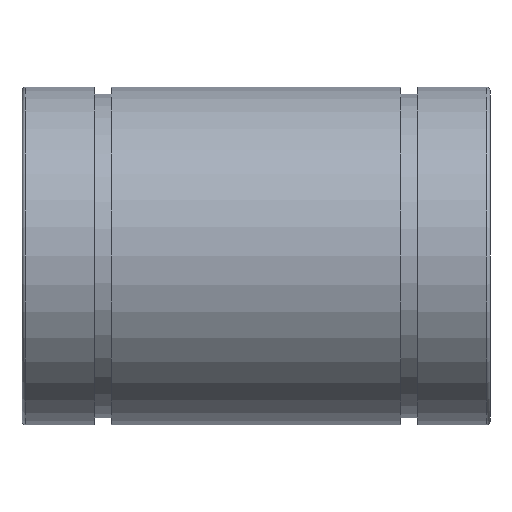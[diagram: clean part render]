
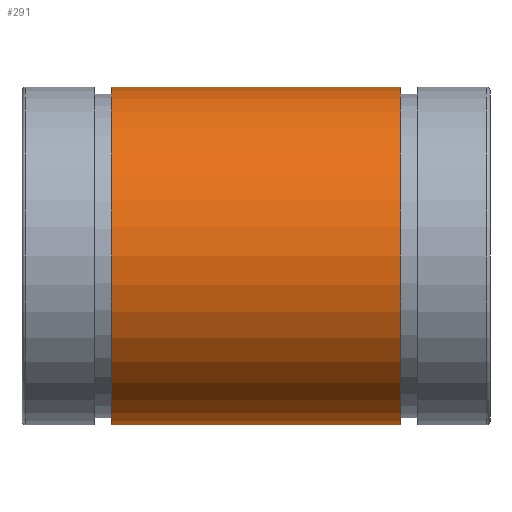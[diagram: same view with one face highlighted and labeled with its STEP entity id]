
A CAD part, front view. The second image highlights one B-rep face of the part: STEP entity #291.
In plain terms, the highlighted cylindrical face has radius 13 mm (diameter 26 mm), a partial arc.
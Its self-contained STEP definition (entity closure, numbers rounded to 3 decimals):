
#17=CYLINDRICAL_SURFACE('',#334,13.);
#29=CIRCLE('',#333,13.);
#30=CIRCLE('',#335,13.);
#45=FACE_OUTER_BOUND('',#61,.T.);
#61=EDGE_LOOP('',(#243,#244,#245,#246));
#76=LINE('',#475,#100);
#85=LINE('',#505,#109);
#100=VECTOR('',#360,10.);
#109=VECTOR('',#371,10.);
#130=VERTEX_POINT('',#472);
#131=VERTEX_POINT('',#474);
#140=VERTEX_POINT('',#502);
#141=VERTEX_POINT('',#504);
#158=EDGE_CURVE('',#131,#130,#76,.T.);
#168=EDGE_CURVE('',#141,#140,#85,.T.);
#183=EDGE_CURVE('',#140,#131,#29,.T.);
#184=EDGE_CURVE('',#141,#130,#30,.T.);
#243=ORIENTED_EDGE('',*,*,#158,.T.);
#244=ORIENTED_EDGE('',*,*,#184,.F.);
#245=ORIENTED_EDGE('',*,*,#168,.T.);
#246=ORIENTED_EDGE('',*,*,#183,.T.);
#291=ADVANCED_FACE('',(#45),#17,.T.);
#333=AXIS2_PLACEMENT_3D('',#542,#403,#404);
#334=AXIS2_PLACEMENT_3D('',#543,#405,#406);
#335=AXIS2_PLACEMENT_3D('',#544,#407,#408);
#360=DIRECTION('',(1.,0.,0.));
#371=DIRECTION('',(-1.,0.,0.));
#403=DIRECTION('center_axis',(1.,0.,0.));
#404=DIRECTION('ref_axis',(0.,1.,0.));
#405=DIRECTION('center_axis',(1.,0.,0.));
#406=DIRECTION('ref_axis',(0.,-1.,0.));
#407=DIRECTION('center_axis',(1.,0.,0.));
#408=DIRECTION('ref_axis',(0.,1.,0.));
#472=CARTESIAN_POINT('',(11.15,10.76,-7.296));
#474=CARTESIAN_POINT('',(-11.15,10.76,-7.296));
#475=CARTESIAN_POINT('',(0.,10.76,-7.296));
#502=CARTESIAN_POINT('',(-11.15,10.76,7.296));
#504=CARTESIAN_POINT('',(11.15,10.76,7.296));
#505=CARTESIAN_POINT('',(0.,10.76,7.296));
#542=CARTESIAN_POINT('Origin',(-11.15,0.,0.));
#543=CARTESIAN_POINT('Origin',(0.,0.,0.));
#544=CARTESIAN_POINT('Origin',(11.15,0.,0.));
